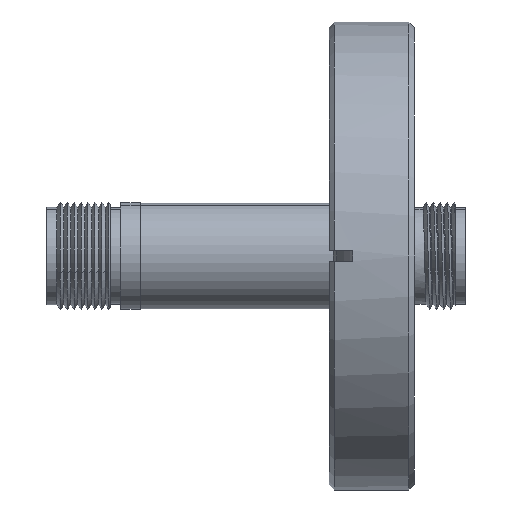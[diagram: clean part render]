
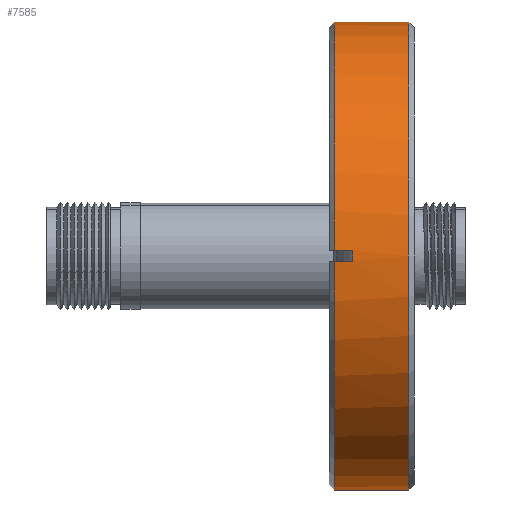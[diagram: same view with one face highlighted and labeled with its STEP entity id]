
A CAD part, left-side view. The second image highlights one B-rep face of the part: STEP entity #7585.
In plain terms, the highlighted cylindrical face has radius 34.925 mm (diameter 69.85 mm), a partial arc.
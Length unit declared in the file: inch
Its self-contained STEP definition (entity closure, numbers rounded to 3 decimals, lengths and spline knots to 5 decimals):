
#463 = AXIS2_PLACEMENT_3D ( 'NONE', #4066, #4056, #4069 ) ;
#1998 = EDGE_CURVE ( 'NONE', #4832, #4848, #3421, .T. ) ;
#1999 = EDGE_CURVE ( 'NONE', #6509, #5686, #3424, .T. ) ;
#2000 = EDGE_CURVE ( 'NONE', #6509, #6486, #4663, .T. ) ;
#2001 = EDGE_CURVE ( 'NONE', #6463, #6486, #5502, .T. ) ;
#2002 = EDGE_CURVE ( 'NONE', #5762, #6463, #4670, .T. ) ;
#2334 = VECTOR ( 'NONE', #5315, 39.37008 ) ;
#2343 = VECTOR ( 'NONE', #5334, 39.37008 ) ;
#2348 = CIRCLE ( 'NONE', #2360, 1.375 ) ;
#2360 = AXIS2_PLACEMENT_3D ( 'NONE', #5369, #5370, #5371 ) ;
#2836 = ORIENTED_EDGE ( 'NONE', *, *, #7366, .F. ) ;
#2837 = ORIENTED_EDGE ( 'NONE', *, *, #1998, .T. ) ;
#2838 = ORIENTED_EDGE ( 'NONE', *, *, #7372, .T. ) ;
#2839 = ORIENTED_EDGE ( 'NONE', *, *, #1999, .F. ) ;
#2840 = ORIENTED_EDGE ( 'NONE', *, *, #2000, .T. ) ;
#2841 = ORIENTED_EDGE ( 'NONE', *, *, #2001, .F. ) ;
#2842 = ORIENTED_EDGE ( 'NONE', *, *, #2002, .F. ) ;
#2843 = ORIENTED_EDGE ( 'NONE', *, *, #7383, .F. ) ;
#3416 = VECTOR ( 'NONE', #4674, 39.37008 ) ;
#3417 = AXIS2_PLACEMENT_3D ( 'NONE', #4664, #4665, #4666 ) ;
#3420 = AXIS2_PLACEMENT_3D ( 'NONE', #4659, #4660, #4661 ) ;
#3421 = CIRCLE ( 'NONE', #3420, 1.375 ) ;
#3422 = VECTOR ( 'NONE', #4667, 39.37008 ) ;
#3424 = CIRCLE ( 'NONE', #3417, 1.375 ) ;
#4056 = DIRECTION ( 'NONE',  ( 0., 1., 0. ) ) ;
#4065 = FACE_OUTER_BOUND ( 'NONE', #6391, .T. ) ;
#4066 = CARTESIAN_POINT ( 'NONE',  ( 0., 0., 0. ) ) ;
#4068 = CYLINDRICAL_SURFACE ( 'NONE', #463, 1.375 ) ;
#4069 = DIRECTION ( 'NONE',  ( 0., 0., 1. ) ) ;
#4656 = CARTESIAN_POINT ( 'NONE',  ( -1.37512, -0.81377, -0.01035 ) ) ;
#4658 = CARTESIAN_POINT ( 'NONE',  ( -1.37465, 0., 0.031 ) ) ;
#4659 = CARTESIAN_POINT ( 'NONE',  ( 0., -1.14312, 0. ) ) ;
#4660 = DIRECTION ( 'NONE',  ( 0., 1., 0. ) ) ;
#4661 = DIRECTION ( 'NONE',  ( 0., 0., 1. ) ) ;
#4662 = CARTESIAN_POINT ( 'NONE',  ( -1.37512, -0.81377, 0.01032 ) ) ;
#4663 = LINE ( 'NONE', #4658, #3422 ) ;
#4664 = CARTESIAN_POINT ( 'NONE',  ( 0., -0.70312, 0. ) ) ;
#4665 = DIRECTION ( 'NONE',  ( 0., 1., 0. ) ) ;
#4666 = DIRECTION ( 'NONE',  ( 0., 0., 1. ) ) ;
#4667 = DIRECTION ( 'NONE',  ( 0., -1., 0. ) ) ;
#4669 = CARTESIAN_POINT ( 'NONE',  ( -1.37465, -0.81373, -0.031 ) ) ;
#4670 = LINE ( 'NONE', #4672, #3416 ) ;
#4671 = CARTESIAN_POINT ( 'NONE',  ( -1.37465, -0.81373, 0.031 ) ) ;
#4672 = CARTESIAN_POINT ( 'NONE',  ( -1.37465, 0., -0.031 ) ) ;
#4674 = DIRECTION ( 'NONE',  ( 0., -1., 0. ) ) ;
#4832 = VERTEX_POINT ( 'NONE', #6787 ) ;
#4835 = VERTEX_POINT ( 'NONE', #6790 ) ;
#4848 = VERTEX_POINT ( 'NONE', #6803 ) ;
#5308 = LINE ( 'NONE', #5314, #2334 ) ;
#5314 = CARTESIAN_POINT ( 'NONE',  ( 0., 0., -1.375 ) ) ;
#5315 = DIRECTION ( 'NONE',  ( 0., 1., 0. ) ) ;
#5322 = CARTESIAN_POINT ( 'NONE',  ( 0., 0., 1.375 ) ) ;
#5323 = LINE ( 'NONE', #5322, #2343 ) ;
#5334 = DIRECTION ( 'NONE',  ( 0., 1., 0. ) ) ;
#5369 = CARTESIAN_POINT ( 'NONE',  ( 0., -0.70312, 0. ) ) ;
#5370 = DIRECTION ( 'NONE',  ( 0., 1., 0. ) ) ;
#5371 = DIRECTION ( 'NONE',  ( 0., 0., 1. ) ) ;
#5502 = B_SPLINE_CURVE_WITH_KNOTS ( 'NONE', 3,
 ( #4669, #4656, #4662, #4671 ),
 .UNSPECIFIED., .F., .F.,
 ( 4, 4 ),
 ( 0.11441, 0.11598 ),
 .UNSPECIFIED. ) ;
#5686 = VERTEX_POINT ( 'NONE', #6837 ) ;
#5762 = VERTEX_POINT ( 'NONE', #6913 ) ;
#6391 = EDGE_LOOP ( 'NONE', ( #2836, #2837, #2838, #2839, #2840, #2841, #2842, #2843 ) ) ;
#6463 = VERTEX_POINT ( 'NONE', #6974 ) ;
#6486 = VERTEX_POINT ( 'NONE', #6997 ) ;
#6509 = VERTEX_POINT ( 'NONE', #7020 ) ;
#6787 = CARTESIAN_POINT ( 'NONE',  ( 0., -1.14312, -1.375 ) ) ;
#6790 = CARTESIAN_POINT ( 'NONE',  ( 0., -0.70312, -1.375 ) ) ;
#6803 = CARTESIAN_POINT ( 'NONE',  ( 0., -1.14312, 1.375 ) ) ;
#6837 = CARTESIAN_POINT ( 'NONE',  ( 0., -0.70312, 1.375 ) ) ;
#6913 = CARTESIAN_POINT ( 'NONE',  ( -1.37465, -0.70312, -0.031 ) ) ;
#6974 = CARTESIAN_POINT ( 'NONE',  ( -1.37465, -0.81373, -0.031 ) ) ;
#6997 = CARTESIAN_POINT ( 'NONE',  ( -1.37465, -0.81373, 0.031 ) ) ;
#7020 = CARTESIAN_POINT ( 'NONE',  ( -1.37465, -0.70312, 0.031 ) ) ;
#7366 = EDGE_CURVE ( 'NONE', #4832, #4835, #5308, .T. ) ;
#7372 = EDGE_CURVE ( 'NONE', #4848, #5686, #5323, .T. ) ;
#7383 = EDGE_CURVE ( 'NONE', #4835, #5762, #2348, .T. ) ;
#7585 = ADVANCED_FACE ( 'NONE', ( #4065 ), #4068, .T. ) ;
